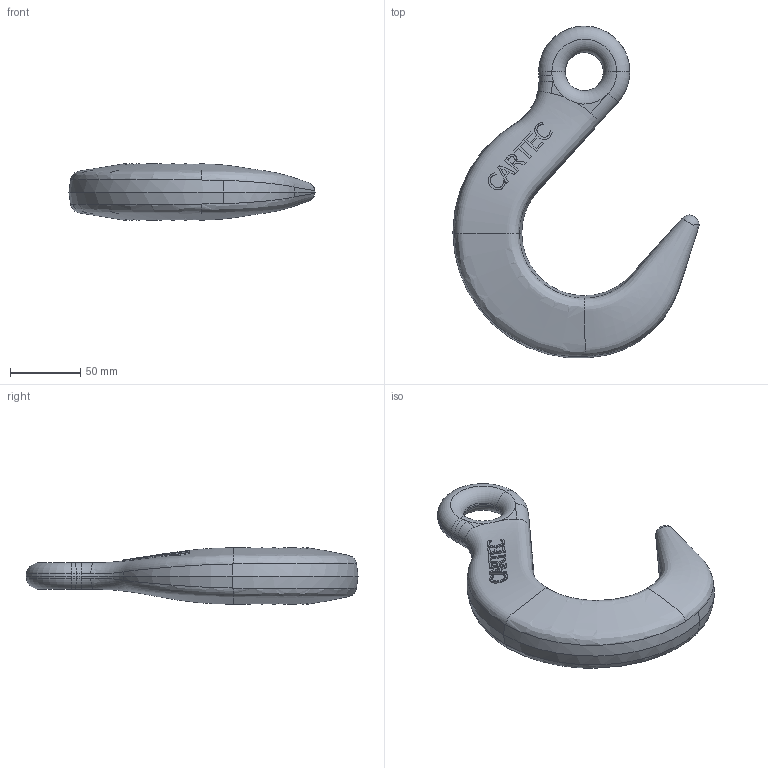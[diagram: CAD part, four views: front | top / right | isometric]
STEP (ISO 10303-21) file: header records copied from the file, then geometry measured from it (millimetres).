
FILE_DESCRIPTION(('STEP AP214'),'1');
FILE_NAME('cy_13.stp','2018-01-24T08:13:01',('TraceParts'),('TraceParts S.A.'),'Spatial InterOp 3D',' ',' ');
FILE_SCHEMA(('automotive_design'));
Length unit declared in the file: millimetre
Products named in the file (1): cy_13
Bounding box: 175.25 x 236.31 x 40 mm (x, y, z)
Volume: 436412.4 mm3; surface area: 50336.2 mm2
Topology: 1 solids, 1 shells, 163 faces, 419 edges, 264 vertices
Faces by surface type: plane 62, bspline 53, cone 28, torus 14, sphere 4, cylinder 2
Entity records: 29132 total; most frequent: CARTESIAN_POINT 24270, ORIENTED_EDGE 838, DIRECTION 567, EDGE_CURVE 419, VERTEX_POINT 264, AXIS2_PLACEMENT_3D 212, B_SPLINE_CURVE_WITH_KNOTS 175, EDGE_LOOP 171
